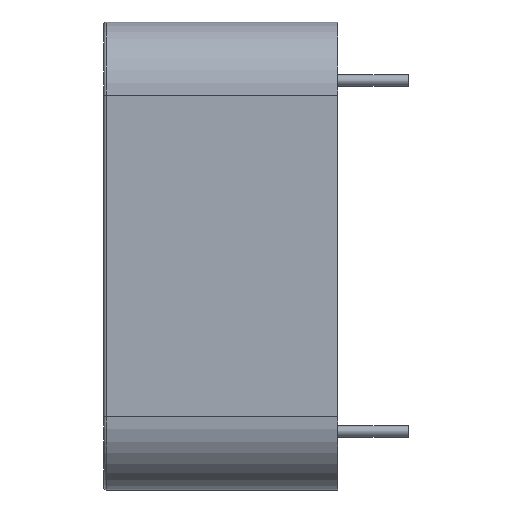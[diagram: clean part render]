
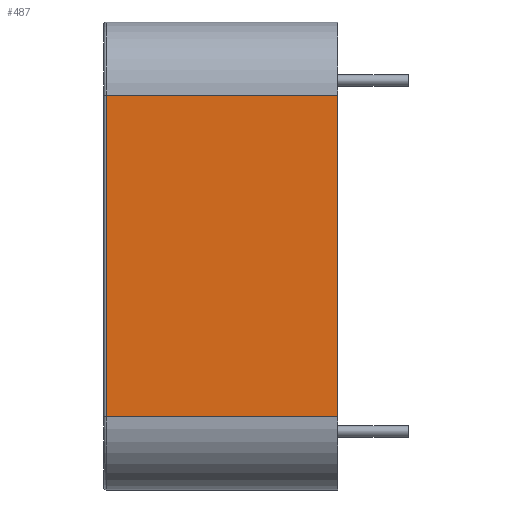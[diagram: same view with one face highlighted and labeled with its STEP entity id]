
A CAD part, left-side view. The second image highlights one B-rep face of the part: STEP entity #487.
In plain terms, the highlighted planar face has unit normal (-1, 0, 0).
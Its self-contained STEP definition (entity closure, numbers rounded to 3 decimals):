
#10 = VECTOR ( 'NONE', #925, 1000. ) ;
#18 = EDGE_CURVE ( 'NONE', #397, #980, #192, .T. ) ;
#37 = LINE ( 'NONE', #683, #1056 ) ;
#75 = ORIENTED_EDGE ( 'NONE', *, *, #18, .T. ) ;
#94 = ORIENTED_EDGE ( 'NONE', *, *, #681, .T. ) ;
#105 = CARTESIAN_POINT ( 'NONE',  ( -15.875, 0., -10.16 ) ) ;
#132 = VECTOR ( 'NONE', #623, 1000. ) ;
#141 = LINE ( 'NONE', #105, #244 ) ;
#153 = FACE_OUTER_BOUND ( 'NONE', #492, .T. ) ;
#192 = LINE ( 'NONE', #811, #132 ) ;
#244 = VECTOR ( 'NONE', #510, 1000. ) ;
#290 = CARTESIAN_POINT ( 'NONE',  ( -15.875, 10.06, -6.98 ) ) ;
#291 = CARTESIAN_POINT ( 'NONE',  ( -15.875, 0., -6.98 ) ) ;
#296 = DIRECTION ( 'NONE',  ( 0., 0., -1. ) ) ;
#334 = CARTESIAN_POINT ( 'NONE',  ( -15.875, 10.16, 6.98 ) ) ;
#352 = ORIENTED_EDGE ( 'NONE', *, *, #458, .T. ) ;
#397 = VERTEX_POINT ( 'NONE', #290 ) ;
#458 = EDGE_CURVE ( 'NONE', #980, #1251, #141, .T. ) ;
#483 = AXIS2_PLACEMENT_3D ( 'NONE', #898, #602, #296 ) ;
#487 = ADVANCED_FACE ( 'NONE', ( #153 ), #1191, .F. ) ;
#492 = EDGE_LOOP ( 'NONE', ( #817, #94, #75, #352 ) ) ;
#510 = DIRECTION ( 'NONE',  ( 0., 0., 1. ) ) ;
#563 = LINE ( 'NONE', #334, #10 ) ;
#602 = DIRECTION ( 'NONE',  ( 1., 0., 0. ) ) ;
#623 = DIRECTION ( 'NONE',  ( 0., -1., 0. ) ) ;
#681 = EDGE_CURVE ( 'NONE', #760, #397, #37, .T. ) ;
#683 = CARTESIAN_POINT ( 'NONE',  ( -15.875, 10.06, -10.16 ) ) ;
#760 = VERTEX_POINT ( 'NONE', #973 ) ;
#811 = CARTESIAN_POINT ( 'NONE',  ( -15.875, 10.16, -6.98 ) ) ;
#817 = ORIENTED_EDGE ( 'NONE', *, *, #1189, .T. ) ;
#870 = CARTESIAN_POINT ( 'NONE',  ( -15.875, 0., 6.98 ) ) ;
#898 = CARTESIAN_POINT ( 'NONE',  ( -15.875, 10.16, -10.16 ) ) ;
#925 = DIRECTION ( 'NONE',  ( 0., 1., 0. ) ) ;
#973 = CARTESIAN_POINT ( 'NONE',  ( -15.875, 10.06, 6.98 ) ) ;
#980 = VERTEX_POINT ( 'NONE', #291 ) ;
#1056 = VECTOR ( 'NONE', #1174, 1000. ) ;
#1174 = DIRECTION ( 'NONE',  ( 0., 0., -1. ) ) ;
#1189 = EDGE_CURVE ( 'NONE', #1251, #760, #563, .T. ) ;
#1191 = PLANE ( 'NONE',  #483 ) ;
#1251 = VERTEX_POINT ( 'NONE', #870 ) ;
